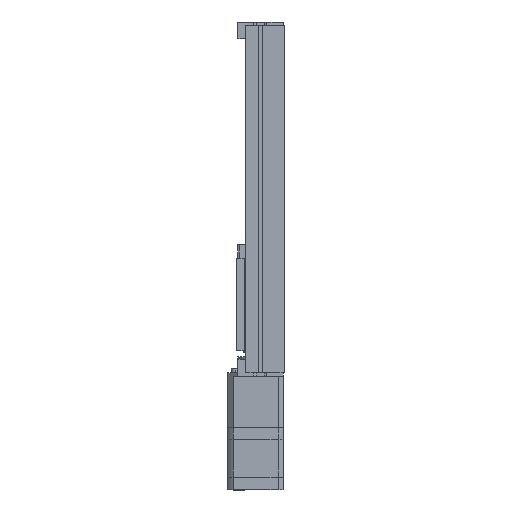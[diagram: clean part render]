
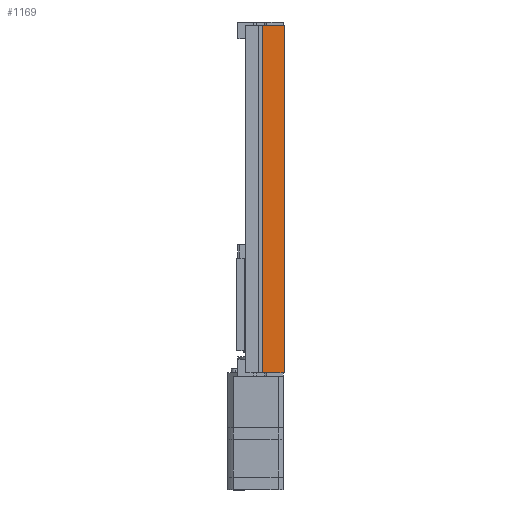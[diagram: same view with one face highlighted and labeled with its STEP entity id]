
A CAD part, left-side view. The second image highlights one B-rep face of the part: STEP entity #1169.
In plain terms, the highlighted planar face has unit normal (-1, 0, 0).
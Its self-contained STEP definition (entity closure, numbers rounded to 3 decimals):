
#261 = VERTEX_POINT ( 'NONE', #17476 ) ;
#342 = LINE ( 'NONE', #2029, #10979 ) ;
#998 = LINE ( 'NONE', #7259, #5582 ) ;
#1045 = ORIENTED_EDGE ( 'NONE', *, *, #10726, .T. ) ;
#1131 = CARTESIAN_POINT ( 'NONE',  ( -50., -21.5, 262. ) ) ;
#1147 = VERTEX_POINT ( 'NONE', #1131 ) ;
#1169 = ADVANCED_FACE ( 'NONE', ( #4264 ), #10321, .F. ) ;
#1750 = VECTOR ( 'NONE', #3634, 1000. ) ;
#2029 = CARTESIAN_POINT ( 'NONE',  ( -50., -4.95, 366.12 ) ) ;
#3634 = DIRECTION ( 'NONE',  ( 0., 0., -1. ) ) ;
#3786 = CARTESIAN_POINT ( 'NONE',  ( -50., -4.95, 0. ) ) ;
#4264 = FACE_OUTER_BOUND ( 'NONE', #11952, .T. ) ;
#5403 = ORIENTED_EDGE ( 'NONE', *, *, #16960, .T. ) ;
#5582 = VECTOR ( 'NONE', #10410, 1000. ) ;
#6028 = EDGE_CURVE ( 'NONE', #1147, #261, #12913, .T. ) ;
#7259 = CARTESIAN_POINT ( 'NONE',  ( -50., -4.95, 262. ) ) ;
#7987 = VECTOR ( 'NONE', #8160, 1000. ) ;
#8160 = DIRECTION ( 'NONE',  ( 0., -1., 0. ) ) ;
#8908 = EDGE_CURVE ( 'NONE', #18902, #1147, #998, .T. ) ;
#9790 = CARTESIAN_POINT ( 'NONE',  ( -50., -21.5, 366.12 ) ) ;
#9916 = CARTESIAN_POINT ( 'NONE',  ( -50., -4.95, 262. ) ) ;
#10321 = PLANE ( 'NONE',  #16526 ) ;
#10410 = DIRECTION ( 'NONE',  ( 0., -1., 0. ) ) ;
#10726 = EDGE_CURVE ( 'NONE', #18902, #11860, #342, .T. ) ;
#10979 = VECTOR ( 'NONE', #15899, 1000. ) ;
#11860 = VERTEX_POINT ( 'NONE', #13827 ) ;
#11952 = EDGE_LOOP ( 'NONE', ( #14405, #1045, #5403, #15810 ) ) ;
#12913 = LINE ( 'NONE', #9790, #1750 ) ;
#13769 = CARTESIAN_POINT ( 'NONE',  ( -50., -4.95, 366.12 ) ) ;
#13827 = CARTESIAN_POINT ( 'NONE',  ( -50., -4.95, 0. ) ) ;
#14405 = ORIENTED_EDGE ( 'NONE', *, *, #8908, .F. ) ;
#15434 = DIRECTION ( 'NONE',  ( 0., 1., 0. ) ) ;
#15810 = ORIENTED_EDGE ( 'NONE', *, *, #6028, .F. ) ;
#15899 = DIRECTION ( 'NONE',  ( 0., 0., -1. ) ) ;
#16094 = LINE ( 'NONE', #3786, #7987 ) ;
#16526 = AXIS2_PLACEMENT_3D ( 'NONE', #13769, #16696, #15434 ) ;
#16696 = DIRECTION ( 'NONE',  ( 1., 0., 0. ) ) ;
#16960 = EDGE_CURVE ( 'NONE', #11860, #261, #16094, .T. ) ;
#17476 = CARTESIAN_POINT ( 'NONE',  ( -50., -21.5, 0. ) ) ;
#18902 = VERTEX_POINT ( 'NONE', #9916 ) ;
